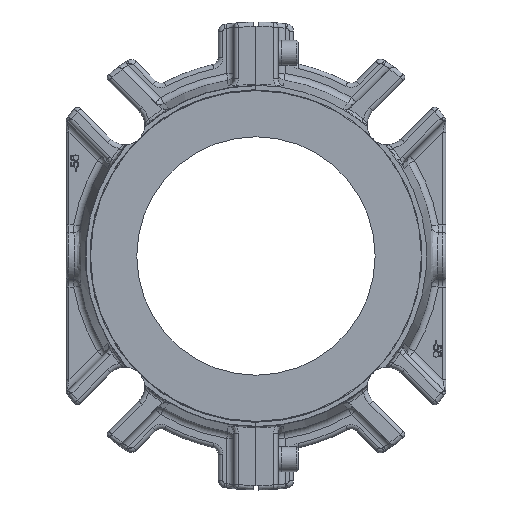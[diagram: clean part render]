
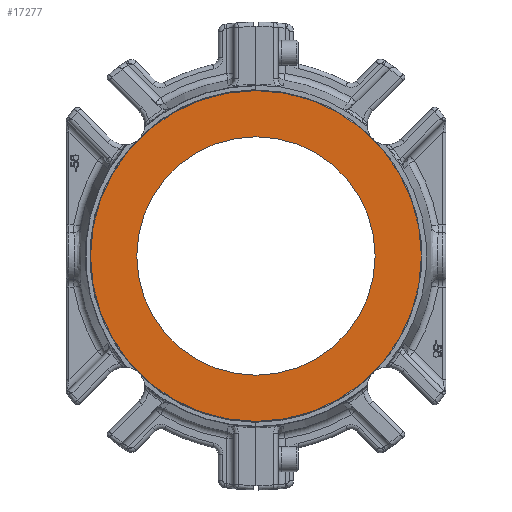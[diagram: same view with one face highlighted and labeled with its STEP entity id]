
A CAD part, front view. The second image highlights one B-rep face of the part: STEP entity #17277.
In plain terms, the highlighted planar face has unit normal (0, -1, 0).
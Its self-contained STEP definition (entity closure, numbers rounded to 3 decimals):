
#767=PLANE('',#19324);
#1884=CIRCLE('',#19325,85.725);
#1885=CIRCLE('',#19326,118.943);
#8794=ORIENTED_EDGE('',*,*,#11476,.T.);
#8795=ORIENTED_EDGE('',*,*,#11477,.T.);
#11476=EDGE_CURVE('',#13104,#13104,#1884,.F.);
#11477=EDGE_CURVE('',#13105,#13105,#1885,.T.);
#13104=VERTEX_POINT('',#34647);
#13105=VERTEX_POINT('',#34649);
#14799=EDGE_LOOP('',(#8794));
#14800=EDGE_LOOP('',(#8795));
#15919=FACE_BOUND('',#14799,.T.);
#15920=FACE_BOUND('',#14800,.T.);
#17277=ADVANCED_FACE('',(#15919,#15920),#767,.T.);
#19324=AXIS2_PLACEMENT_3D('',#34645,#24248,#24249);
#19325=AXIS2_PLACEMENT_3D('',#34646,#24250,#24251);
#19326=AXIS2_PLACEMENT_3D('',#34648,#24252,#24253);
#24248=DIRECTION('',(0.,-1.,0.));
#24249=DIRECTION('',(0.,0.,1.));
#24250=DIRECTION('',(0.,-1.,0.));
#24251=DIRECTION('',(0.,0.,-1.));
#24252=DIRECTION('',(0.,-1.,0.));
#24253=DIRECTION('',(0.,0.,1.));
#34645=CARTESIAN_POINT('',(0.,-8.984,106.256));
#34646=CARTESIAN_POINT('',(0.,-8.984,0.));
#34647=CARTESIAN_POINT('',(0.,-8.984,-85.725));
#34648=CARTESIAN_POINT('',(0.,-8.984,0.));
#34649=CARTESIAN_POINT('',(0.,-8.984,118.943));
